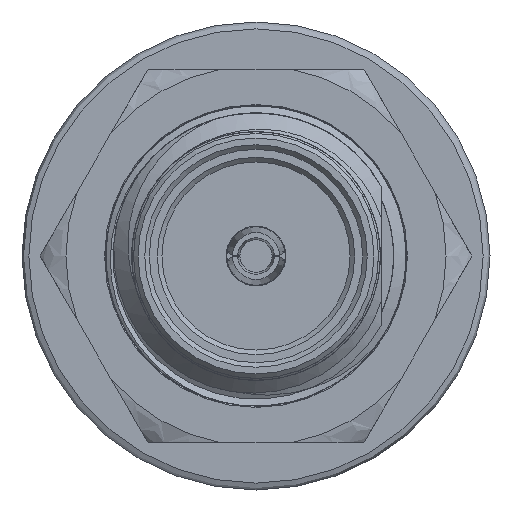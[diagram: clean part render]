
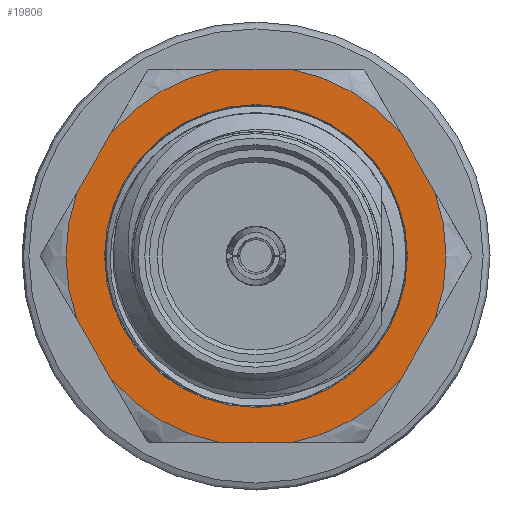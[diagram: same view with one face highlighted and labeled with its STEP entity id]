
A CAD part, front view. The second image highlights one B-rep face of the part: STEP entity #19806.
In plain terms, the highlighted planar face has unit normal (0, -1, 0).
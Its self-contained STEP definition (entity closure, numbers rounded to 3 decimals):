
#710=LINE('',#38432,#1952);
#711=LINE('',#38436,#1953);
#712=LINE('',#38440,#1954);
#713=LINE('',#38444,#1955);
#714=LINE('',#38448,#1956);
#715=LINE('',#38452,#1957);
#1952=VECTOR('',#24642,1000.);
#1953=VECTOR('',#24645,1000.);
#1954=VECTOR('',#24648,1000.);
#1955=VECTOR('',#24651,1000.);
#1956=VECTOR('',#24654,1000.);
#1957=VECTOR('',#24657,1000.);
#3644=PLANE('',#21501);
#4699=ORIENTED_EDGE('',*,*,#10406,.T.);
#4700=ORIENTED_EDGE('',*,*,#10407,.F.);
#4701=ORIENTED_EDGE('',*,*,#10408,.T.);
#4702=ORIENTED_EDGE('',*,*,#10409,.F.);
#4703=ORIENTED_EDGE('',*,*,#10410,.T.);
#4704=ORIENTED_EDGE('',*,*,#10411,.F.);
#4705=ORIENTED_EDGE('',*,*,#10412,.T.);
#4706=ORIENTED_EDGE('',*,*,#10413,.F.);
#4707=ORIENTED_EDGE('',*,*,#10414,.T.);
#4708=ORIENTED_EDGE('',*,*,#10415,.F.);
#4709=ORIENTED_EDGE('',*,*,#10416,.T.);
#4710=ORIENTED_EDGE('',*,*,#10417,.F.);
#4711=ORIENTED_EDGE('',*,*,#10418,.T.);
#10406=EDGE_CURVE('',#13347,#13347,#15014,.F.);
#10407=EDGE_CURVE('',#13348,#13349,#15015,.F.);
#10408=EDGE_CURVE('',#13348,#13350,#710,.T.);
#10409=EDGE_CURVE('',#13351,#13350,#15016,.F.);
#10410=EDGE_CURVE('',#13351,#13352,#711,.T.);
#10411=EDGE_CURVE('',#13353,#13352,#15017,.F.);
#10412=EDGE_CURVE('',#13353,#13354,#712,.T.);
#10413=EDGE_CURVE('',#13355,#13354,#15018,.F.);
#10414=EDGE_CURVE('',#13355,#13356,#713,.T.);
#10415=EDGE_CURVE('',#13357,#13356,#15019,.F.);
#10416=EDGE_CURVE('',#13357,#13358,#714,.T.);
#10417=EDGE_CURVE('',#13359,#13358,#15020,.F.);
#10418=EDGE_CURVE('',#13359,#13349,#715,.T.);
#13347=VERTEX_POINT('',#38428);
#13348=VERTEX_POINT('',#38430);
#13349=VERTEX_POINT('',#38431);
#13350=VERTEX_POINT('',#38433);
#13351=VERTEX_POINT('',#38435);
#13352=VERTEX_POINT('',#38437);
#13353=VERTEX_POINT('',#38439);
#13354=VERTEX_POINT('',#38441);
#13355=VERTEX_POINT('',#38443);
#13356=VERTEX_POINT('',#38445);
#13357=VERTEX_POINT('',#38447);
#13358=VERTEX_POINT('',#38449);
#13359=VERTEX_POINT('',#38451);
#15014=CIRCLE('',#21502,3.3);
#15015=CIRCLE('',#21503,4.142);
#15016=CIRCLE('',#21504,4.142);
#15017=CIRCLE('',#21505,4.142);
#15018=CIRCLE('',#21506,4.142);
#15019=CIRCLE('',#21507,4.142);
#15020=CIRCLE('',#21508,4.142);
#16429=EDGE_LOOP('',(#4699));
#16430=EDGE_LOOP('',(#4700,#4701,#4702,#4703,#4704,#4705,#4706,#4707,#4708,
#4709,#4710,#4711));
#17889=FACE_BOUND('',#16429,.T.);
#17890=FACE_BOUND('',#16430,.T.);
#19806=ADVANCED_FACE('',(#17889,#17890),#3644,.T.);
#21501=AXIS2_PLACEMENT_3D('',#38426,#24636,#24637);
#21502=AXIS2_PLACEMENT_3D('',#38427,#24638,#24639);
#21503=AXIS2_PLACEMENT_3D('',#38429,#24640,#24641);
#21504=AXIS2_PLACEMENT_3D('',#38434,#24643,#24644);
#21505=AXIS2_PLACEMENT_3D('',#38438,#24646,#24647);
#21506=AXIS2_PLACEMENT_3D('',#38442,#24649,#24650);
#21507=AXIS2_PLACEMENT_3D('',#38446,#24652,#24653);
#21508=AXIS2_PLACEMENT_3D('',#38450,#24655,#24656);
#24636=DIRECTION('',(0.,-1.,0.));
#24637=DIRECTION('',(0.,0.,-1.));
#24638=DIRECTION('',(0.,-1.,0.));
#24639=DIRECTION('',(0.,0.,-1.));
#24640=DIRECTION('',(0.,-1.,0.));
#24641=DIRECTION('',(0.,0.,-1.));
#24642=DIRECTION('',(1.,0.,0.));
#24643=DIRECTION('',(0.,-1.,0.));
#24644=DIRECTION('',(0.,0.,-1.));
#24645=DIRECTION('',(0.5,0.,0.866));
#24646=DIRECTION('',(0.,-1.,0.));
#24647=DIRECTION('',(0.,0.,-1.));
#24648=DIRECTION('',(-0.5,0.,0.866));
#24649=DIRECTION('',(0.,-1.,0.));
#24650=DIRECTION('',(0.,0.,-1.));
#24651=DIRECTION('',(-1.,0.,0.));
#24652=DIRECTION('',(0.,-1.,0.));
#24653=DIRECTION('',(0.,0.,-1.));
#24654=DIRECTION('',(-0.5,0.,-0.866));
#24655=DIRECTION('',(0.,-1.,0.));
#24656=DIRECTION('',(0.,0.,-1.));
#24657=DIRECTION('',(0.5,0.,-0.866));
#38426=CARTESIAN_POINT('',(0.,-1.,0.));
#38427=CARTESIAN_POINT('',(0.,-1.,0.));
#38428=CARTESIAN_POINT('',(0.,-1.,-3.3));
#38429=CARTESIAN_POINT('',(0.,-1.,0.));
#38430=CARTESIAN_POINT('',(-0.744,-1.,-4.075));
#38431=CARTESIAN_POINT('',(-3.157,-1.,-2.682));
#38432=CARTESIAN_POINT('',(-2.353,-1.,-4.075));
#38433=CARTESIAN_POINT('',(0.744,-1.,-4.075));
#38434=CARTESIAN_POINT('',(0.,-1.,0.));
#38435=CARTESIAN_POINT('',(3.157,-1.,-2.682));
#38436=CARTESIAN_POINT('',(2.353,-1.,-4.075));
#38437=CARTESIAN_POINT('',(3.901,-1.,-1.393));
#38438=CARTESIAN_POINT('',(0.,-1.,0.));
#38439=CARTESIAN_POINT('',(3.901,-1.,1.393));
#38440=CARTESIAN_POINT('',(4.705,-1.,0.));
#38441=CARTESIAN_POINT('',(3.157,-1.,2.682));
#38442=CARTESIAN_POINT('',(0.,-1.,0.));
#38443=CARTESIAN_POINT('',(0.744,-1.,4.075));
#38444=CARTESIAN_POINT('',(2.353,-1.,4.075));
#38445=CARTESIAN_POINT('',(-0.744,-1.,4.075));
#38446=CARTESIAN_POINT('',(0.,-1.,0.));
#38447=CARTESIAN_POINT('',(-3.157,-1.,2.682));
#38448=CARTESIAN_POINT('',(-2.353,-1.,4.075));
#38449=CARTESIAN_POINT('',(-3.901,-1.,1.393));
#38450=CARTESIAN_POINT('',(0.,-1.,0.));
#38451=CARTESIAN_POINT('',(-3.901,-1.,-1.393));
#38452=CARTESIAN_POINT('',(-4.705,-1.,0.));
